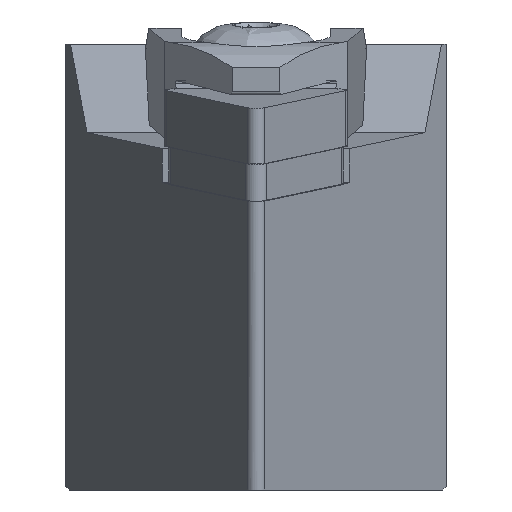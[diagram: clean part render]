
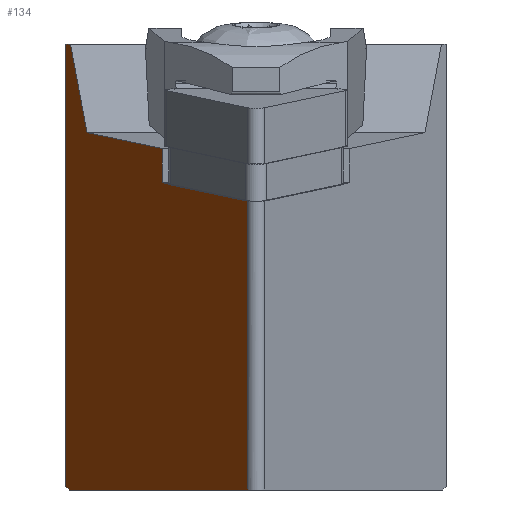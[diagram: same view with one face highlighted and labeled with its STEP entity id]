
A CAD part, left-side view. The second image highlights one B-rep face of the part: STEP entity #134.
In plain terms, the highlighted planar face has unit normal (-0.496, 0.866, -0.061).
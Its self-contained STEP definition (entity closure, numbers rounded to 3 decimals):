
#134=ADVANCED_FACE('',(#297),#226,.F.);
#226=PLANE('',#1625);
#297=FACE_OUTER_BOUND('',#378,.T.);
#378=EDGE_LOOP('',(#481,#482,#483,#484,#485,#486,#487,#488,#489,#490));
#481=ORIENTED_EDGE('',*,*,#1061,.F.);
#482=ORIENTED_EDGE('',*,*,#1062,.F.);
#483=ORIENTED_EDGE('',*,*,#1063,.F.);
#484=ORIENTED_EDGE('',*,*,#1064,.F.);
#485=ORIENTED_EDGE('',*,*,#1065,.F.);
#486=ORIENTED_EDGE('',*,*,#1066,.T.);
#487=ORIENTED_EDGE('',*,*,#1067,.F.);
#488=ORIENTED_EDGE('',*,*,#1068,.F.);
#489=ORIENTED_EDGE('',*,*,#1069,.F.);
#490=ORIENTED_EDGE('',*,*,#1070,.F.);
#919=VERTEX_POINT('',#2191);
#920=VERTEX_POINT('',#2192);
#921=VERTEX_POINT('',#2194);
#922=VERTEX_POINT('',#2196);
#923=VERTEX_POINT('',#2198);
#924=VERTEX_POINT('',#2200);
#925=VERTEX_POINT('',#2202);
#926=VERTEX_POINT('',#2204);
#927=VERTEX_POINT('',#2206);
#928=VERTEX_POINT('',#2208);
#1061=EDGE_CURVE('',#919,#920,#1280,.T.);
#1062=EDGE_CURVE('',#921,#919,#1281,.T.);
#1063=EDGE_CURVE('',#922,#921,#1282,.T.);
#1064=EDGE_CURVE('',#923,#922,#1283,.T.);
#1065=EDGE_CURVE('',#924,#923,#1284,.T.);
#1066=EDGE_CURVE('',#924,#925,#1285,.T.);
#1067=EDGE_CURVE('',#926,#925,#1286,.T.);
#1068=EDGE_CURVE('',#927,#926,#1287,.T.);
#1069=EDGE_CURVE('',#928,#927,#1288,.T.);
#1070=EDGE_CURVE('',#920,#928,#1289,.T.);
#1280=LINE('',#2190,#1452);
#1281=LINE('',#2193,#1453);
#1282=LINE('',#2195,#1454);
#1283=LINE('',#2197,#1455);
#1284=LINE('',#2199,#1456);
#1285=LINE('',#2201,#1457);
#1286=LINE('',#2203,#1458);
#1287=LINE('',#2205,#1459);
#1288=LINE('',#2207,#1460);
#1289=LINE('',#2209,#1461);
#1452=VECTOR('',#1757,1.);
#1453=VECTOR('',#1758,1.);
#1454=VECTOR('',#1759,1.);
#1455=VECTOR('',#1760,1.);
#1456=VECTOR('',#1761,1.);
#1457=VECTOR('',#1762,1.);
#1458=VECTOR('',#1763,1.);
#1459=VECTOR('',#1764,1.);
#1460=VECTOR('',#1765,1.);
#1461=VECTOR('',#1766,1.);
#1625=AXIS2_PLACEMENT_3D('',#2210,#1767,#1768);
#1757=DIRECTION('',(-0.196,-0.18,-0.964));
#1758=DIRECTION('',(-0.868,-0.497,0.));
#1759=DIRECTION('',(-0.122,0.,0.993));
#1760=DIRECTION('',(0.754,0.465,0.465));
#1761=DIRECTION('',(0.868,0.497,0.));
#1762=DIRECTION('',(-0.122,0.,0.993));
#1763=DIRECTION('',(-0.86,-0.5,-0.106));
#1764=DIRECTION('',(-0.86,-0.5,-0.106));
#1765=DIRECTION('',(0.122,0.,-0.993));
#1766=DIRECTION('',(-0.86,-0.5,-0.106));
#1767=DIRECTION('',(0.496,-0.866,0.061));
#1768=DIRECTION('',(0.868,0.497,0.));
#2190=CARTESIAN_POINT('',(17.204,-9.566,-43.541));
#2191=CARTESIAN_POINT('',(27.181,-0.398,5.5));
#2192=CARTESIAN_POINT('',(25.666,-1.79,-1.947));
#2193=CARTESIAN_POINT('',(26.612,-0.724,5.5));
#2194=CARTESIAN_POINT('',(27.875,0.,5.5));
#2195=CARTESIAN_POINT('',(34.22,0.,-46.174));
#2196=CARTESIAN_POINT('',(32.443,0.,-31.7));
#2197=CARTESIAN_POINT('',(23.48,-5.525,-37.225));
#2198=CARTESIAN_POINT('',(31.956,-0.3,-32.));
#2199=CARTESIAN_POINT('',(27.75,-2.71,-32.));
#2200=CARTESIAN_POINT('',(5.768,-15.307,-32.));
#2201=CARTESIAN_POINT('',(7.905,-15.307,-49.405));
#2202=CARTESIAN_POINT('',(2.779,-15.307,-7.658));
#2203=CARTESIAN_POINT('',(23.077,-3.5,-5.166));
#2204=CARTESIAN_POINT('',(14.163,-8.685,-6.261));
#2205=CARTESIAN_POINT('',(23.077,-3.5,-5.166));
#2206=CARTESIAN_POINT('',(15.136,-8.119,-6.141));
#2207=CARTESIAN_POINT('',(20.262,-8.119,-47.888));
#2208=CARTESIAN_POINT('',(14.785,-8.119,-3.283));
#2209=CARTESIAN_POINT('',(22.726,-3.5,-2.308));
#2210=CARTESIAN_POINT('',(28.203,-3.5,-46.913));
